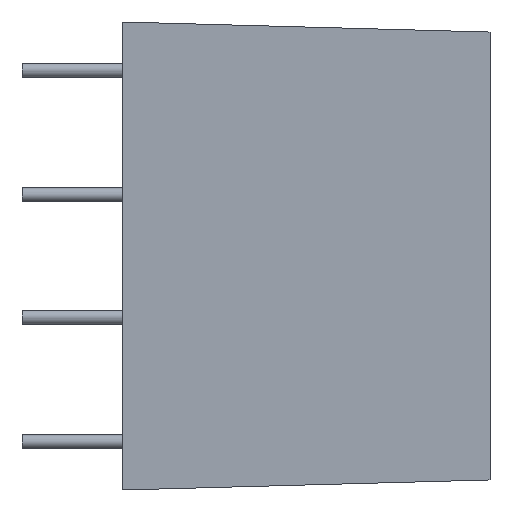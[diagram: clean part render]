
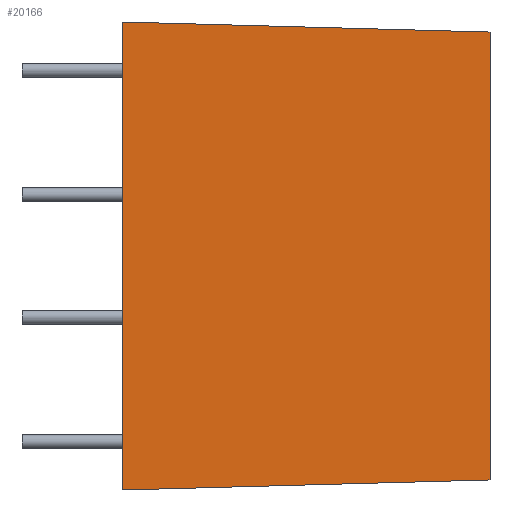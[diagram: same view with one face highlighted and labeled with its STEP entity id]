
A CAD part, front view. The second image highlights one B-rep face of the part: STEP entity #20166.
In plain terms, the highlighted planar face has unit normal (0, -1, 0).
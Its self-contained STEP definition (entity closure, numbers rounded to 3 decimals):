
#2831=FACE_OUTER_BOUND('',#4032,.T.);
#4032=EDGE_LOOP('',(#18498,#18499,#18500,#18501));
#5607=LINE('',#37387,#7501);
#5895=LINE('',#39055,#7789);
#5898=LINE('',#39061,#7792);
#5926=LINE('',#39178,#7820);
#7501=VECTOR('',#23253,10.);
#7789=VECTOR('',#23861,10.);
#7792=VECTOR('',#23866,10.);
#7820=VECTOR('',#24006,10.);
#9516=VERTEX_POINT('',#37384);
#9517=VERTEX_POINT('',#37386);
#9727=VERTEX_POINT('',#39054);
#9729=VERTEX_POINT('',#39060);
#12305=EDGE_CURVE('',#9517,#9516,#5607,.T.);
#12620=EDGE_CURVE('',#9516,#9727,#5895,.T.);
#12623=EDGE_CURVE('',#9729,#9517,#5898,.T.);
#12675=EDGE_CURVE('',#9727,#9729,#5926,.T.);
#18498=ORIENTED_EDGE('',*,*,#12620,.T.);
#18499=ORIENTED_EDGE('',*,*,#12675,.T.);
#18500=ORIENTED_EDGE('',*,*,#12623,.T.);
#18501=ORIENTED_EDGE('',*,*,#12305,.T.);
#19079=PLANE('',#20824);
#20166=ADVANCED_FACE('',(#2831),#19079,.F.);
#20824=AXIS2_PLACEMENT_3D('',#39179,#24007,#24008);
#23253=DIRECTION('',(0.,0.,1.));
#23861=DIRECTION('',(-1.,0.,0.027));
#23866=DIRECTION('',(1.,0.,0.027));
#24006=DIRECTION('',(0.,0.,-1.));
#24007=DIRECTION('center_axis',(0.,1.,0.));
#24008=DIRECTION('ref_axis',(1.,0.,0.));
#37384=CARTESIAN_POINT('',(9.15,0.,11.15));
#37386=CARTESIAN_POINT('',(9.15,0.,-11.15));
#37387=CARTESIAN_POINT('',(9.15,0.,-11.65));
#39054=CARTESIAN_POINT('',(-9.15,0.,11.65));
#39055=CARTESIAN_POINT('',(4.731,0.,11.271));
#39060=CARTESIAN_POINT('',(-9.15,0.,-11.65));
#39061=CARTESIAN_POINT('',(-4.419,0.,-11.521));
#39178=CARTESIAN_POINT('',(-9.15,0.,11.65));
#39179=CARTESIAN_POINT('Origin',(0.,0.,0.));
